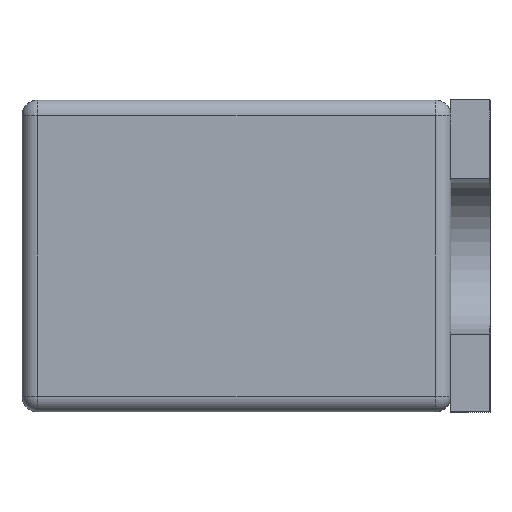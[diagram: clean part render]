
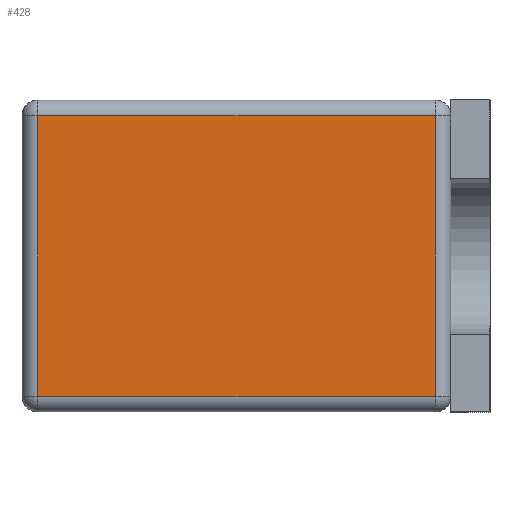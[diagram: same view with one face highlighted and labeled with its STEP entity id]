
A CAD part, left-side view. The second image highlights one B-rep face of the part: STEP entity #428.
In plain terms, the highlighted planar face has unit normal (-1, 0, 0).
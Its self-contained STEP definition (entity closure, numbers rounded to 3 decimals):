
#16 = LINE ( 'NONE', #1239, #40 ) ;
#40 = VECTOR ( 'NONE', #649, 1000. ) ;
#52 = DIRECTION ( 'NONE',  ( 0., -1., 0. ) ) ;
#107 = EDGE_CURVE ( 'NONE', #342, #1755, #1100, .T. ) ;
#110 = VERTEX_POINT ( 'NONE', #548 ) ;
#117 = DIRECTION ( 'NONE',  ( 0., 1., 0. ) ) ;
#125 = PLANE ( 'NONE',  #1705 ) ;
#197 = CARTESIAN_POINT ( 'NONE',  ( -0.8, 1.16, -0.36 ) ) ;
#342 = VERTEX_POINT ( 'NONE', #1138 ) ;
#364 = EDGE_CURVE ( 'NONE', #1755, #110, #821, .T. ) ;
#406 = VECTOR ( 'NONE', #117, 1000. ) ;
#428 = ADVANCED_FACE ( 'NONE', ( #1425 ), #125, .F. ) ;
#493 = ORIENTED_EDGE ( 'NONE', *, *, #638, .T. ) ;
#548 = CARTESIAN_POINT ( 'NONE',  ( -0.8, 1.16, 0.36 ) ) ;
#615 = CARTESIAN_POINT ( 'NONE',  ( -0.8, 0.14, 0.36 ) ) ;
#638 = EDGE_CURVE ( 'NONE', #110, #1873, #16, .T. ) ;
#649 = DIRECTION ( 'NONE',  ( 0., 0., -1. ) ) ;
#699 = DIRECTION ( 'NONE',  ( 1., 0., 0. ) ) ;
#821 = LINE ( 'NONE', #1868, #406 ) ;
#851 = DIRECTION ( 'NONE',  ( 0., 0., -1. ) ) ;
#954 = ORIENTED_EDGE ( 'NONE', *, *, #1830, .T. ) ;
#1047 = LINE ( 'NONE', #1804, #1744 ) ;
#1100 = LINE ( 'NONE', #1586, #1647 ) ;
#1138 = CARTESIAN_POINT ( 'NONE',  ( -0.8, 0.14, -0.36 ) ) ;
#1239 = CARTESIAN_POINT ( 'NONE',  ( -0.8, 1.16, -0.4 ) ) ;
#1370 = ORIENTED_EDGE ( 'NONE', *, *, #107, .T. ) ;
#1415 = DIRECTION ( 'NONE',  ( 0., 0., 1. ) ) ;
#1425 = FACE_OUTER_BOUND ( 'NONE', #1629, .T. ) ;
#1439 = ORIENTED_EDGE ( 'NONE', *, *, #364, .T. ) ;
#1586 = CARTESIAN_POINT ( 'NONE',  ( -0.8, 0.14, -0.4 ) ) ;
#1597 = CARTESIAN_POINT ( 'NONE',  ( -0.8, 3.306, -0.4 ) ) ;
#1629 = EDGE_LOOP ( 'NONE', ( #1370, #1439, #493, #954 ) ) ;
#1647 = VECTOR ( 'NONE', #1415, 1000. ) ;
#1705 = AXIS2_PLACEMENT_3D ( 'NONE', #1597, #699, #851 ) ;
#1744 = VECTOR ( 'NONE', #52, 1000. ) ;
#1755 = VERTEX_POINT ( 'NONE', #615 ) ;
#1804 = CARTESIAN_POINT ( 'NONE',  ( -0.8, 3.306, -0.36 ) ) ;
#1830 = EDGE_CURVE ( 'NONE', #1873, #342, #1047, .T. ) ;
#1868 = CARTESIAN_POINT ( 'NONE',  ( -0.8, 3.306, 0.36 ) ) ;
#1873 = VERTEX_POINT ( 'NONE', #197 ) ;
